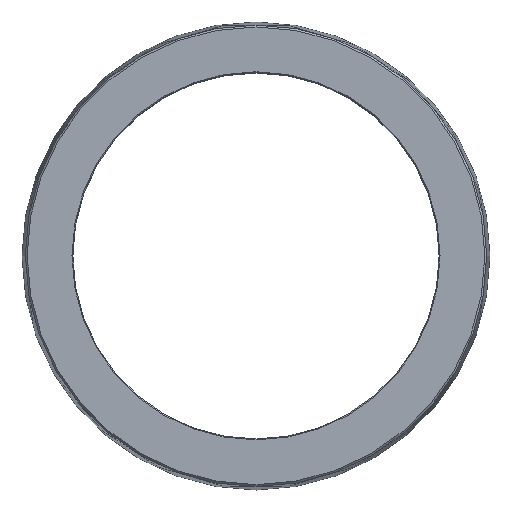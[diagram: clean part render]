
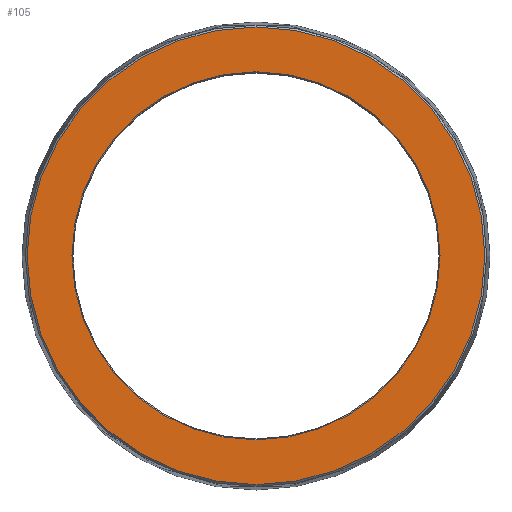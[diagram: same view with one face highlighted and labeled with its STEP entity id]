
A CAD part, top view. The second image highlights one B-rep face of the part: STEP entity #105.
In plain terms, the highlighted planar face has unit normal (0, 0, 1).
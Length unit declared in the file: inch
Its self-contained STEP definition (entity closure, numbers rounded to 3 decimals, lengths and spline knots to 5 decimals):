
#16 = CIRCLE ( 'NONE', #319, 3.23675 ) ;
#21 = ORIENTED_EDGE ( 'NONE', *, *, #142, .T. ) ;
#22 = DIRECTION ( 'NONE',  ( 1., 0., 0. ) ) ;
#26 = CARTESIAN_POINT ( 'NONE',  ( 2.6035, 0., 3.125 ) ) ;
#55 = CARTESIAN_POINT ( 'NONE',  ( 0., 0., 3.125 ) ) ;
#58 = CARTESIAN_POINT ( 'NONE',  ( 0., 0., 3.125 ) ) ;
#64 = CARTESIAN_POINT ( 'NONE',  ( 0., 0., 3.125 ) ) ;
#81 = EDGE_LOOP ( 'NONE', ( #244, #117 ) ) ;
#93 = CIRCLE ( 'NONE', #401, 2.6035 ) ;
#95 = VERTEX_POINT ( 'NONE', #394 ) ;
#99 = DIRECTION ( 'NONE',  ( 0., 0., 1. ) ) ;
#105 = ADVANCED_FACE ( 'NONE', ( #126, #513 ), #471, .T. ) ;
#117 = ORIENTED_EDGE ( 'NONE', *, *, #264, .T. ) ;
#126 = FACE_BOUND ( 'NONE', #490, .T. ) ;
#128 = DIRECTION ( 'NONE',  ( 0., 0., 1. ) ) ;
#142 = EDGE_CURVE ( 'NONE', #354, #476, #93, .T. ) ;
#173 = DIRECTION ( 'NONE',  ( 0., 0., -1. ) ) ;
#174 = VERTEX_POINT ( 'NONE', #399 ) ;
#216 = DIRECTION ( 'NONE',  ( 1., 0., 0. ) ) ;
#236 = AXIS2_PLACEMENT_3D ( 'NONE', #55, #99, #216 ) ;
#244 = ORIENTED_EDGE ( 'NONE', *, *, #282, .T. ) ;
#250 = CIRCLE ( 'NONE', #433, 2.6035 ) ;
#264 = EDGE_CURVE ( 'NONE', #95, #174, #496, .T. ) ;
#282 = EDGE_CURVE ( 'NONE', #174, #95, #16, .T. ) ;
#300 = DIRECTION ( 'NONE',  ( 1., 0., 0. ) ) ;
#315 = DIRECTION ( 'NONE',  ( 1., 0., 0. ) ) ;
#319 = AXIS2_PLACEMENT_3D ( 'NONE', #406, #128, #22 ) ;
#323 = DIRECTION ( 'NONE',  ( 0., 0., -1. ) ) ;
#336 = AXIS2_PLACEMENT_3D ( 'NONE', #58, #488, #451 ) ;
#354 = VERTEX_POINT ( 'NONE', #526 ) ;
#394 = CARTESIAN_POINT ( 'NONE',  ( 3.23675, 0., 3.125 ) ) ;
#399 = CARTESIAN_POINT ( 'NONE',  ( -3.23675, 0., 3.125 ) ) ;
#401 = AXIS2_PLACEMENT_3D ( 'NONE', #486, #173, #300 ) ;
#406 = CARTESIAN_POINT ( 'NONE',  ( 0., 0., 3.125 ) ) ;
#424 = EDGE_CURVE ( 'NONE', #476, #354, #250, .T. ) ;
#433 = AXIS2_PLACEMENT_3D ( 'NONE', #64, #323, #315 ) ;
#451 = DIRECTION ( 'NONE',  ( 1., 0., 0. ) ) ;
#471 = PLANE ( 'NONE',  #236 ) ;
#476 = VERTEX_POINT ( 'NONE', #26 ) ;
#486 = CARTESIAN_POINT ( 'NONE',  ( 0., 0., 3.125 ) ) ;
#488 = DIRECTION ( 'NONE',  ( 0., 0., 1. ) ) ;
#490 = EDGE_LOOP ( 'NONE', ( #514, #21 ) ) ;
#496 = CIRCLE ( 'NONE', #336, 3.23675 ) ;
#513 = FACE_OUTER_BOUND ( 'NONE', #81, .T. ) ;
#514 = ORIENTED_EDGE ( 'NONE', *, *, #424, .T. ) ;
#526 = CARTESIAN_POINT ( 'NONE',  ( -2.6035, 0., 3.125 ) ) ;
